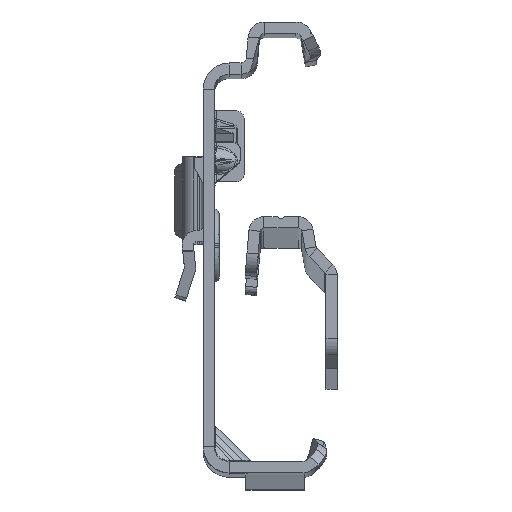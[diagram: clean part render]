
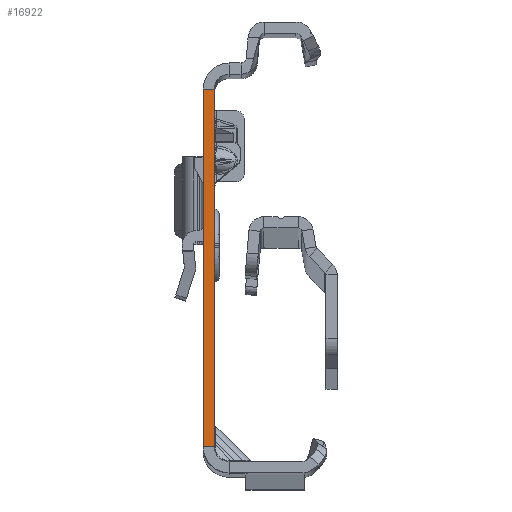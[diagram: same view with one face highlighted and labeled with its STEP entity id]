
A CAD part, top view. The second image highlights one B-rep face of the part: STEP entity #16922.
In plain terms, the highlighted planar face has unit normal (0, 0, 1).
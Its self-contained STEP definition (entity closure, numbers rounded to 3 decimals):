
#2138 = CARTESIAN_POINT ( 'NONE',  ( 0., 22.135, 0. ) ) ;
#3359 = ORIENTED_EDGE ( 'NONE', *, *, #54285, .F. ) ;
#3534 = VECTOR ( 'NONE', #32805, 1000. ) ;
#4824 = ORIENTED_EDGE ( 'NONE', *, *, #48158, .T. ) ;
#4974 = ORIENTED_EDGE ( 'NONE', *, *, #53241, .F. ) ;
#6028 = CARTESIAN_POINT ( 'NONE',  ( -1.5, 22.135, 0. ) ) ;
#7941 = CARTESIAN_POINT ( 'NONE',  ( 0., -27.865, 0. ) ) ;
#9156 = DIRECTION ( 'NONE',  ( 0., -1., 0. ) ) ;
#9436 = LINE ( 'NONE', #35160, #30274 ) ;
#10218 = CARTESIAN_POINT ( 'NONE',  ( 0., -25.865, 0. ) ) ;
#10897 = DIRECTION ( 'NONE',  ( -1., 0., 0. ) ) ;
#11613 = DIRECTION ( 'NONE',  ( 0., -1., 0. ) ) ;
#13788 = FACE_OUTER_BOUND ( 'NONE', #42527, .T. ) ;
#16295 = CARTESIAN_POINT ( 'NONE',  ( -1.5, -27.865, 0. ) ) ;
#16922 = ADVANCED_FACE ( 'NONE', ( #13788 ), #49880, .T. ) ;
#18417 = VERTEX_POINT ( 'NONE', #52292 ) ;
#19430 = ORIENTED_EDGE ( 'NONE', *, *, #19999, .T. ) ;
#19580 = CARTESIAN_POINT ( 'NONE',  ( 0., 22.135, 0. ) ) ;
#19657 = DIRECTION ( 'NONE',  ( 1., 0., 0. ) ) ;
#19950 = LINE ( 'NONE', #36975, #3534 ) ;
#19999 = EDGE_CURVE ( 'NONE', #28818, #50334, #48684, .T. ) ;
#20489 = DIRECTION ( 'NONE',  ( 0., 0., 1. ) ) ;
#21360 = VECTOR ( 'NONE', #11613, 1000. ) ;
#28818 = VERTEX_POINT ( 'NONE', #2138 ) ;
#28950 = LINE ( 'NONE', #7941, #21360 ) ;
#29864 = AXIS2_PLACEMENT_3D ( 'NONE', #16295, #20489, #19657 ) ;
#30274 = VECTOR ( 'NONE', #9156, 1000. ) ;
#32689 = VECTOR ( 'NONE', #10897, 1000. ) ;
#32805 = DIRECTION ( 'NONE',  ( -1., 0., 0. ) ) ;
#35160 = CARTESIAN_POINT ( 'NONE',  ( -1.5, -27.865, 0. ) ) ;
#36975 = CARTESIAN_POINT ( 'NONE',  ( 0., -25.865, 0. ) ) ;
#42527 = EDGE_LOOP ( 'NONE', ( #4974, #19430, #4824, #3359 ) ) ;
#46995 = VERTEX_POINT ( 'NONE', #10218 ) ;
#48158 = EDGE_CURVE ( 'NONE', #50334, #18417, #9436, .T. ) ;
#48684 = LINE ( 'NONE', #19580, #32689 ) ;
#49880 = PLANE ( 'NONE',  #29864 ) ;
#50334 = VERTEX_POINT ( 'NONE', #6028 ) ;
#52292 = CARTESIAN_POINT ( 'NONE',  ( -1.5, -25.865, 0. ) ) ;
#53241 = EDGE_CURVE ( 'NONE', #28818, #46995, #28950, .T. ) ;
#54285 = EDGE_CURVE ( 'NONE', #46995, #18417, #19950, .T. ) ;
